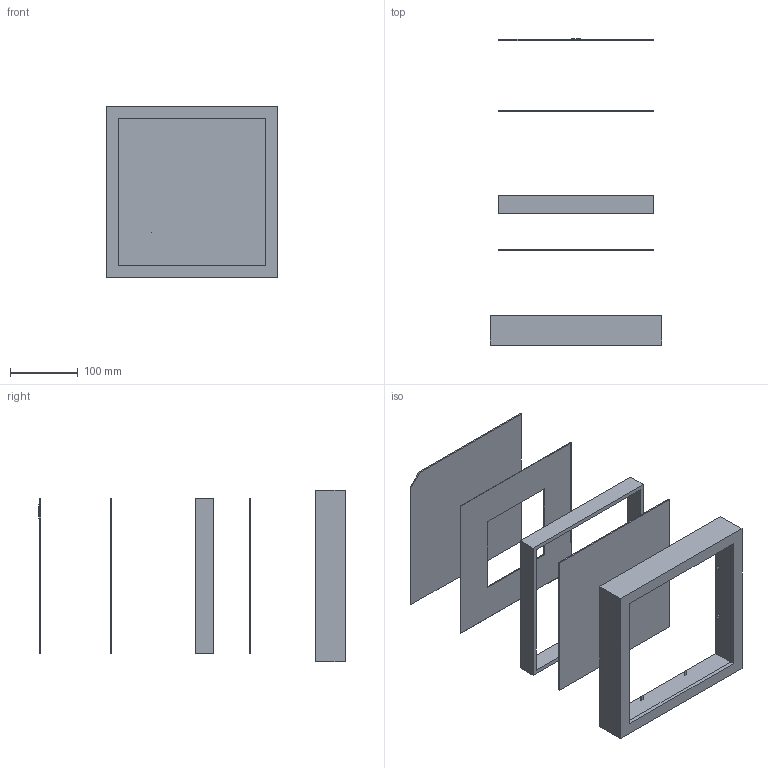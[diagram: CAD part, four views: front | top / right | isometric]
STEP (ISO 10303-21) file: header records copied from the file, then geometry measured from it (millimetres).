
FILE_DESCRIPTION(('CATIA V5 STEP Exchange'),'2;1');
FILE_NAME('IkeaBilderrahmen-gross-01.stp','2016-02-28T20:13:17+00:00',('none'),('none'),'CATIA Version 5 Release 19 SP 2 (IN-10)','CATIA V5 STEP AP203','none');
FILE_SCHEMA(('CONFIG_CONTROL_DESIGN'));
Length unit declared in the file: millimetre
Products named in the file (1): IkeaBilderrahmen-gross-01
Assembly tree (5 placements, depth 2):
  IkeaBilderrahmen-gross-01
    #58
    #1517
    #1828
    #2003
    #2759
Bounding box: 253 x 452.49 x 253 mm (x, y, z)
Volume: 884236.5 mm3; surface area: 472371.9 mm2
Topology: 5 solids, 5 shells, 107 faces, 255 edges, 170 vertices
Faces by surface type: plane 107
Entity records: 3049 total; most frequent: CARTESIAN_POINT 514, ORIENTED_EDGE 510, DIRECTION 433, VECTOR 255, EDGE_CURVE 255, LINE 255, VERTEX_POINT 170, EDGE_LOOP 125
